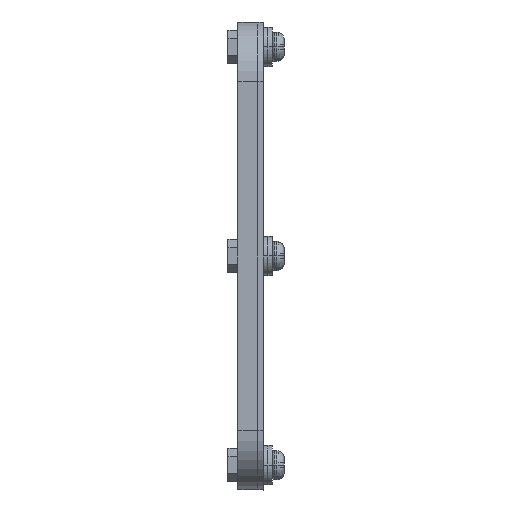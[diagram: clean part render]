
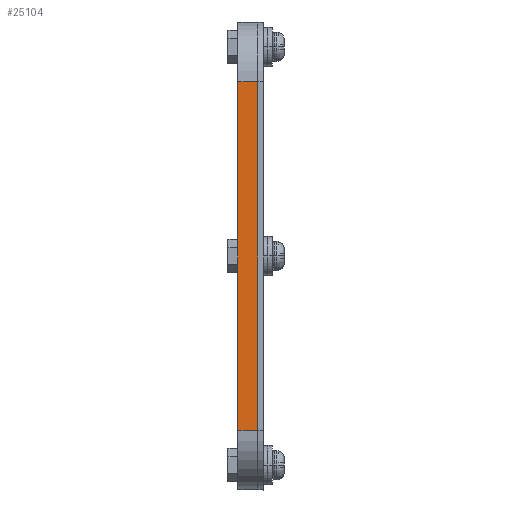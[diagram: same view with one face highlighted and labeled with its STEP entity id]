
A CAD part, left-side view. The second image highlights one B-rep face of the part: STEP entity #25104.
In plain terms, the highlighted planar face has unit normal (-1, 0, 0).
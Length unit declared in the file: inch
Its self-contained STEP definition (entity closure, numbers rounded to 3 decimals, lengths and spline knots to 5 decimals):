
#396 = VERTEX_POINT ( 'NONE', #5913 ) ;
#1240 = CARTESIAN_POINT ( 'NONE',  ( -10.4375, 0.25, -2.9375 ) ) ;
#1790 = ORIENTED_EDGE ( 'NONE', *, *, #15135, .F. ) ;
#2808 = VECTOR ( 'NONE', #21818, 39.37008 ) ;
#3188 = LINE ( 'NONE', #11659, #2808 ) ;
#4319 = DIRECTION ( 'NONE',  ( 0., 0., -1. ) ) ;
#5011 = CARTESIAN_POINT ( 'NONE',  ( -10.4375, 0.25, -2.1875 ) ) ;
#5913 = CARTESIAN_POINT ( 'NONE',  ( -10.4375, 0., 2.1875 ) ) ;
#6972 = DIRECTION ( 'NONE',  ( 1., 0., 0. ) ) ;
#9766 = VECTOR ( 'NONE', #4319, 39.37008 ) ;
#10419 = ORIENTED_EDGE ( 'NONE', *, *, #11309, .F. ) ;
#11309 = EDGE_CURVE ( 'NONE', #14307, #14825, #32497, .T. ) ;
#11435 = ORIENTED_EDGE ( 'NONE', *, *, #31385, .F. ) ;
#11659 = CARTESIAN_POINT ( 'NONE',  ( -10.4375, 0.25, 2.1875 ) ) ;
#11882 = CARTESIAN_POINT ( 'NONE',  ( -10.4375, 0., -2.1875 ) ) ;
#14307 = VERTEX_POINT ( 'NONE', #11882 ) ;
#14825 = VERTEX_POINT ( 'NONE', #5011 ) ;
#15135 = EDGE_CURVE ( 'NONE', #396, #14307, #15857, .T. ) ;
#15857 = LINE ( 'NONE', #29914, #9766 ) ;
#17073 = EDGE_LOOP ( 'NONE', ( #11435, #26207, #10419, #1790 ) ) ;
#17174 = PLANE ( 'NONE',  #30816 ) ;
#17283 = DIRECTION ( 'NONE',  ( 0., 0., 1. ) ) ;
#19425 = FACE_OUTER_BOUND ( 'NONE', #17073, .T. ) ;
#20558 = VECTOR ( 'NONE', #26865, 39.37008 ) ;
#21818 = DIRECTION ( 'NONE',  ( 0., -1., 0. ) ) ;
#22081 = CARTESIAN_POINT ( 'NONE',  ( -10.4375, 0.25, -2.1875 ) ) ;
#22269 = VERTEX_POINT ( 'NONE', #24485 ) ;
#22425 = DIRECTION ( 'NONE',  ( 0., 1., 0. ) ) ;
#24485 = CARTESIAN_POINT ( 'NONE',  ( -10.4375, 0.25, 2.1875 ) ) ;
#25104 = ADVANCED_FACE ( 'NONE', ( #19425 ), #17174, .F. ) ;
#25432 = LINE ( 'NONE', #1240, #20558 ) ;
#26030 = EDGE_CURVE ( 'NONE', #14825, #22269, #25432, .T. ) ;
#26207 = ORIENTED_EDGE ( 'NONE', *, *, #26030, .F. ) ;
#26865 = DIRECTION ( 'NONE',  ( 0., 0., 1. ) ) ;
#29655 = VECTOR ( 'NONE', #22425, 39.37008 ) ;
#29914 = CARTESIAN_POINT ( 'NONE',  ( -10.4375, 0., -2.9375 ) ) ;
#30070 = CARTESIAN_POINT ( 'NONE',  ( -10.4375, 0.25, -2.9375 ) ) ;
#30816 = AXIS2_PLACEMENT_3D ( 'NONE', #30070, #6972, #17283 ) ;
#31385 = EDGE_CURVE ( 'NONE', #22269, #396, #3188, .T. ) ;
#32497 = LINE ( 'NONE', #22081, #29655 ) ;
